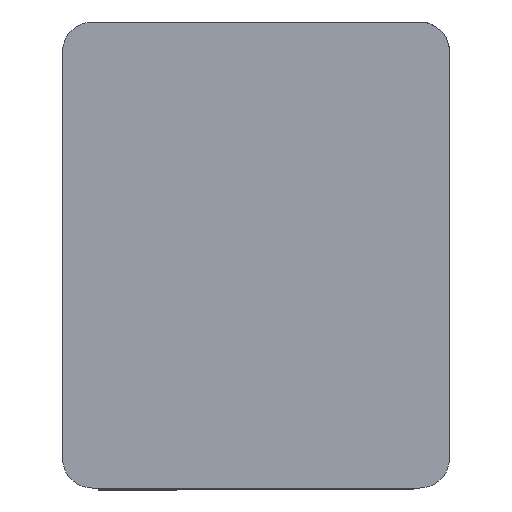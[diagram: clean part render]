
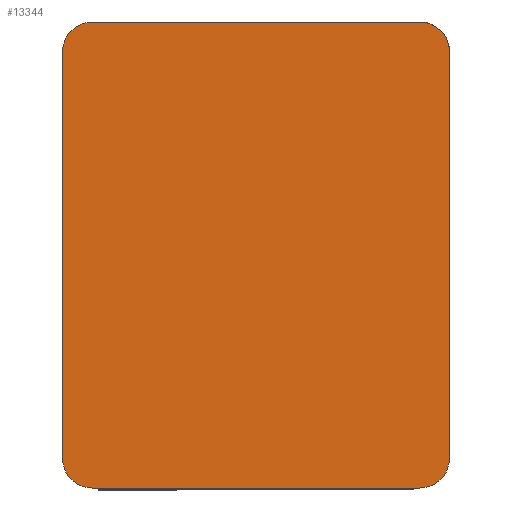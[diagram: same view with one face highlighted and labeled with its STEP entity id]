
A CAD part, front view. The second image highlights one B-rep face of the part: STEP entity #13344.
In plain terms, the highlighted planar face has unit normal (0, -1, 0).
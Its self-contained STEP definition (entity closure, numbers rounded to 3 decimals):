
#161=CIRCLE('',#14160,37.5);
#163=CIRCLE('',#14164,37.5);
#165=CIRCLE('',#14168,37.5);
#167=CIRCLE('',#14172,37.5);
#1338=FACE_OUTER_BOUND('',#2049,.T.);
#2049=EDGE_LOOP('',(#8890,#8891,#8892,#8893,#8894,#8895,#8896,#8897));
#2782=LINE('',#20032,#4081);
#2787=LINE('',#20046,#4086);
#2791=LINE('',#20058,#4090);
#2795=LINE('',#20070,#4094);
#4081=VECTOR('',#15687,10.);
#4086=VECTOR('',#15700,10.);
#4090=VECTOR('',#15712,10.);
#4094=VECTOR('',#15724,10.);
#5380=VERTEX_POINT('',#20030);
#5381=VERTEX_POINT('',#20031);
#5384=VERTEX_POINT('',#20039);
#5386=VERTEX_POINT('',#20045);
#5388=VERTEX_POINT('',#20051);
#5390=VERTEX_POINT('',#20057);
#5392=VERTEX_POINT('',#20063);
#5394=VERTEX_POINT('',#20069);
#6768=EDGE_CURVE('',#5380,#5381,#2782,.T.);
#6772=EDGE_CURVE('',#5384,#5381,#161,.T.);
#6775=EDGE_CURVE('',#5384,#5386,#2787,.T.);
#6778=EDGE_CURVE('',#5388,#5386,#163,.T.);
#6781=EDGE_CURVE('',#5388,#5390,#2791,.T.);
#6784=EDGE_CURVE('',#5392,#5390,#165,.T.);
#6787=EDGE_CURVE('',#5394,#5392,#2795,.T.);
#6790=EDGE_CURVE('',#5380,#5394,#167,.T.);
#8890=ORIENTED_EDGE('',*,*,#6790,.F.);
#8891=ORIENTED_EDGE('',*,*,#6768,.T.);
#8892=ORIENTED_EDGE('',*,*,#6772,.F.);
#8893=ORIENTED_EDGE('',*,*,#6775,.T.);
#8894=ORIENTED_EDGE('',*,*,#6778,.F.);
#8895=ORIENTED_EDGE('',*,*,#6781,.T.);
#8896=ORIENTED_EDGE('',*,*,#6784,.F.);
#8897=ORIENTED_EDGE('',*,*,#6787,.F.);
#13019=PLANE('',#14175);
#13344=ADVANCED_FACE('',(#1338),#13019,.F.);
#14160=AXIS2_PLACEMENT_3D('',#20040,#15693,#15694);
#14164=AXIS2_PLACEMENT_3D('',#20052,#15705,#15706);
#14168=AXIS2_PLACEMENT_3D('',#20064,#15717,#15718);
#14172=AXIS2_PLACEMENT_3D('',#20075,#15729,#15730);
#14175=AXIS2_PLACEMENT_3D('',#20078,#15735,#15736);
#15687=DIRECTION('',(0.,0.,-1.));
#15693=DIRECTION('center_axis',(0.,1.,0.));
#15694=DIRECTION('ref_axis',(0.,0.,-1.));
#15700=DIRECTION('',(1.,0.,0.));
#15705=DIRECTION('center_axis',(0.,1.,0.));
#15706=DIRECTION('ref_axis',(1.,0.,0.));
#15712=DIRECTION('',(0.,0.,1.));
#15717=DIRECTION('center_axis',(0.,1.,0.));
#15718=DIRECTION('ref_axis',(0.,0.,1.));
#15724=DIRECTION('',(1.,0.,0.));
#15729=DIRECTION('center_axis',(0.,1.,0.));
#15730=DIRECTION('ref_axis',(-1.,0.,0.));
#15735=DIRECTION('center_axis',(0.,1.,0.));
#15736=DIRECTION('ref_axis',(1.,0.,0.));
#20030=CARTESIAN_POINT('',(-245.,0.,257.5));
#20031=CARTESIAN_POINT('',(-245.,0.,-257.5));
#20032=CARTESIAN_POINT('',(-245.,0.,257.5));
#20039=CARTESIAN_POINT('',(-207.5,0.,-295.));
#20040=CARTESIAN_POINT('Origin',(-207.5,0.,-257.5));
#20045=CARTESIAN_POINT('',(207.5,0.,-295.));
#20046=CARTESIAN_POINT('',(-207.5,0.,-295.));
#20051=CARTESIAN_POINT('',(245.,0.,-257.5));
#20052=CARTESIAN_POINT('Origin',(207.5,0.,-257.5));
#20057=CARTESIAN_POINT('',(245.,0.,257.5));
#20058=CARTESIAN_POINT('',(245.,0.,-257.5));
#20063=CARTESIAN_POINT('',(207.5,0.,295.));
#20064=CARTESIAN_POINT('Origin',(207.5,0.,257.5));
#20069=CARTESIAN_POINT('',(-207.5,0.,295.));
#20070=CARTESIAN_POINT('',(-207.5,0.,295.));
#20075=CARTESIAN_POINT('Origin',(-207.5,0.,257.5));
#20078=CARTESIAN_POINT('Origin',(0.,0.,0.));
